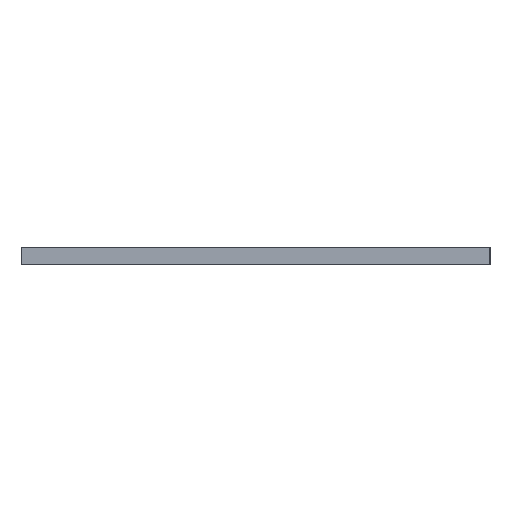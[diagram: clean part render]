
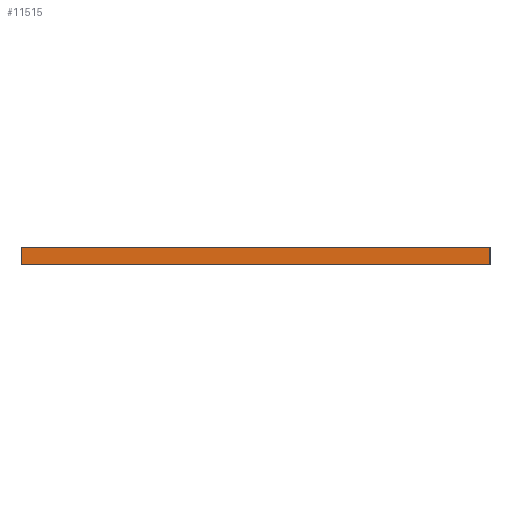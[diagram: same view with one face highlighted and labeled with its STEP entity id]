
A CAD part, left-side view. The second image highlights one B-rep face of the part: STEP entity #11515.
In plain terms, the highlighted planar face has unit normal (-1, 0, 0).
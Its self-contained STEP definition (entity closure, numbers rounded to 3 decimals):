
#55 = PLANE('',#56);
#56 = AXIS2_PLACEMENT_3D('',#57,#58,#59);
#57 = CARTESIAN_POINT('',(65.,-42.,0.));
#58 = DIRECTION('',(0.,1.,0.));
#59 = DIRECTION('',(1.,0.,0.));
#83 = PLANE('',#84);
#84 = AXIS2_PLACEMENT_3D('',#85,#86,#87);
#85 = CARTESIAN_POINT('',(120.5,-63.5,1.6));
#86 = DIRECTION('',(0.,0.,-1.));
#87 = DIRECTION('',(-1.,0.,0.));
#137 = PLANE('',#138);
#138 = AXIS2_PLACEMENT_3D('',#139,#140,#141);
#139 = CARTESIAN_POINT('',(120.5,-63.5,0.));
#140 = DIRECTION('',(0.,0.,-1.));
#141 = DIRECTION('',(-1.,0.,0.));
#152 = EDGE_CURVE('',#153,#155,#157,.T.);
#153 = VERTEX_POINT('',#154);
#154 = CARTESIAN_POINT('',(65.,-42.,0.));
#155 = VERTEX_POINT('',#156);
#156 = CARTESIAN_POINT('',(65.,-42.,1.6));
#157 = SURFACE_CURVE('',#158,(#162,#169),.PCURVE_S1.);
#158 = LINE('',#159,#160);
#159 = CARTESIAN_POINT('',(65.,-42.,0.));
#160 = VECTOR('',#161,1.);
#161 = DIRECTION('',(0.,0.,1.));
#162 = PCURVE('',#55,#163);
#163 = DEFINITIONAL_REPRESENTATION('',(#164),#168);
#164 = LINE('',#165,#166);
#165 = CARTESIAN_POINT('',(0.,0.));
#166 = VECTOR('',#167,1.);
#167 = DIRECTION('',(0.,-1.));
#168 = ( GEOMETRIC_REPRESENTATION_CONTEXT(2) 
PARAMETRIC_REPRESENTATION_CONTEXT() REPRESENTATION_CONTEXT('2D SPACE',''
  ) );
#169 = PCURVE('',#170,#175);
#170 = PLANE('',#171);
#171 = AXIS2_PLACEMENT_3D('',#172,#173,#174);
#172 = CARTESIAN_POINT('',(65.,-85.,0.));
#173 = DIRECTION('',(-1.,0.,0.));
#174 = DIRECTION('',(0.,1.,0.));
#175 = DEFINITIONAL_REPRESENTATION('',(#176),#180);
#176 = LINE('',#177,#178);
#177 = CARTESIAN_POINT('',(43.,0.));
#178 = VECTOR('',#179,1.);
#179 = DIRECTION('',(0.,-1.));
#180 = ( GEOMETRIC_REPRESENTATION_CONTEXT(2) 
PARAMETRIC_REPRESENTATION_CONTEXT() REPRESENTATION_CONTEXT('2D SPACE',''
  ) );
#268 = PLANE('',#269);
#269 = AXIS2_PLACEMENT_3D('',#270,#271,#272);
#270 = CARTESIAN_POINT('',(176.,-85.,0.));
#271 = DIRECTION('',(0.,-1.,0.));
#272 = DIRECTION('',(-1.,0.,0.));
#307 = VERTEX_POINT('',#308);
#308 = CARTESIAN_POINT('',(65.,-85.,0.));
#329 = EDGE_CURVE('',#307,#153,#330,.T.);
#330 = SURFACE_CURVE('',#331,(#335,#342),.PCURVE_S1.);
#331 = LINE('',#332,#333);
#332 = CARTESIAN_POINT('',(65.,-85.,0.));
#333 = VECTOR('',#334,1.);
#334 = DIRECTION('',(0.,1.,0.));
#335 = PCURVE('',#137,#336);
#336 = DEFINITIONAL_REPRESENTATION('',(#337),#341);
#337 = LINE('',#338,#339);
#338 = CARTESIAN_POINT('',(55.5,-21.5));
#339 = VECTOR('',#340,1.);
#340 = DIRECTION('',(0.,1.));
#341 = ( GEOMETRIC_REPRESENTATION_CONTEXT(2) 
PARAMETRIC_REPRESENTATION_CONTEXT() REPRESENTATION_CONTEXT('2D SPACE',''
  ) );
#342 = PCURVE('',#170,#343);
#343 = DEFINITIONAL_REPRESENTATION('',(#344),#348);
#344 = LINE('',#345,#346);
#345 = CARTESIAN_POINT('',(0.,0.));
#346 = VECTOR('',#347,1.);
#347 = DIRECTION('',(1.,0.));
#348 = ( GEOMETRIC_REPRESENTATION_CONTEXT(2) 
PARAMETRIC_REPRESENTATION_CONTEXT() REPRESENTATION_CONTEXT('2D SPACE',''
  ) );
#6342 = VERTEX_POINT('',#6343);
#6343 = CARTESIAN_POINT('',(65.,-85.,1.6));
#6364 = EDGE_CURVE('',#6342,#155,#6365,.T.);
#6365 = SURFACE_CURVE('',#6366,(#6370,#6377),.PCURVE_S1.);
#6366 = LINE('',#6367,#6368);
#6367 = CARTESIAN_POINT('',(65.,-85.,1.6));
#6368 = VECTOR('',#6369,1.);
#6369 = DIRECTION('',(0.,1.,0.));
#6370 = PCURVE('',#83,#6371);
#6371 = DEFINITIONAL_REPRESENTATION('',(#6372),#6376);
#6372 = LINE('',#6373,#6374);
#6373 = CARTESIAN_POINT('',(55.5,-21.5));
#6374 = VECTOR('',#6375,1.);
#6375 = DIRECTION('',(0.,1.));
#6376 = ( GEOMETRIC_REPRESENTATION_CONTEXT(2) 
PARAMETRIC_REPRESENTATION_CONTEXT() REPRESENTATION_CONTEXT('2D SPACE',''
  ) );
#6377 = PCURVE('',#170,#6378);
#6378 = DEFINITIONAL_REPRESENTATION('',(#6379),#6383);
#6379 = LINE('',#6380,#6381);
#6380 = CARTESIAN_POINT('',(0.,-1.6));
#6381 = VECTOR('',#6382,1.);
#6382 = DIRECTION('',(1.,0.));
#6383 = ( GEOMETRIC_REPRESENTATION_CONTEXT(2) 
PARAMETRIC_REPRESENTATION_CONTEXT() REPRESENTATION_CONTEXT('2D SPACE',''
  ) );
#11515 = ADVANCED_FACE('',(#11516),#170,.T.);
#11516 = FACE_BOUND('',#11517,.T.);
#11517 = EDGE_LOOP('',(#11518,#11539,#11540,#11541));
#11518 = ORIENTED_EDGE('',*,*,#11519,.T.);
#11519 = EDGE_CURVE('',#307,#6342,#11520,.T.);
#11520 = SURFACE_CURVE('',#11521,(#11525,#11532),.PCURVE_S1.);
#11521 = LINE('',#11522,#11523);
#11522 = CARTESIAN_POINT('',(65.,-85.,0.));
#11523 = VECTOR('',#11524,1.);
#11524 = DIRECTION('',(0.,0.,1.));
#11525 = PCURVE('',#170,#11526);
#11526 = DEFINITIONAL_REPRESENTATION('',(#11527),#11531);
#11527 = LINE('',#11528,#11529);
#11528 = CARTESIAN_POINT('',(0.,0.));
#11529 = VECTOR('',#11530,1.);
#11530 = DIRECTION('',(0.,-1.));
#11531 = ( GEOMETRIC_REPRESENTATION_CONTEXT(2) 
PARAMETRIC_REPRESENTATION_CONTEXT() REPRESENTATION_CONTEXT('2D SPACE',''
  ) );
#11532 = PCURVE('',#268,#11533);
#11533 = DEFINITIONAL_REPRESENTATION('',(#11534),#11538);
#11534 = LINE('',#11535,#11536);
#11535 = CARTESIAN_POINT('',(111.,0.));
#11536 = VECTOR('',#11537,1.);
#11537 = DIRECTION('',(0.,-1.));
#11538 = ( GEOMETRIC_REPRESENTATION_CONTEXT(2) 
PARAMETRIC_REPRESENTATION_CONTEXT() REPRESENTATION_CONTEXT('2D SPACE',''
  ) );
#11539 = ORIENTED_EDGE('',*,*,#6364,.T.);
#11540 = ORIENTED_EDGE('',*,*,#152,.F.);
#11541 = ORIENTED_EDGE('',*,*,#329,.F.);
